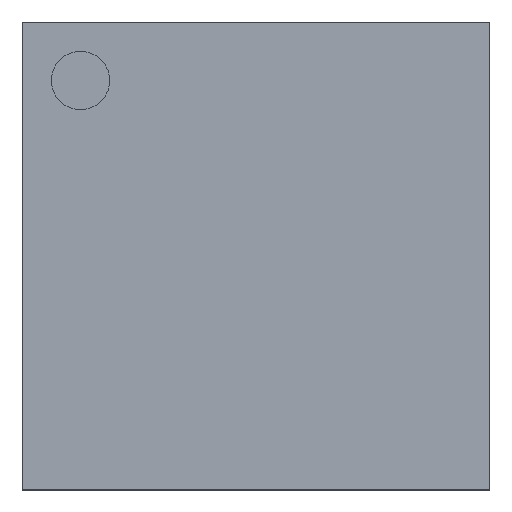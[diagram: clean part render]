
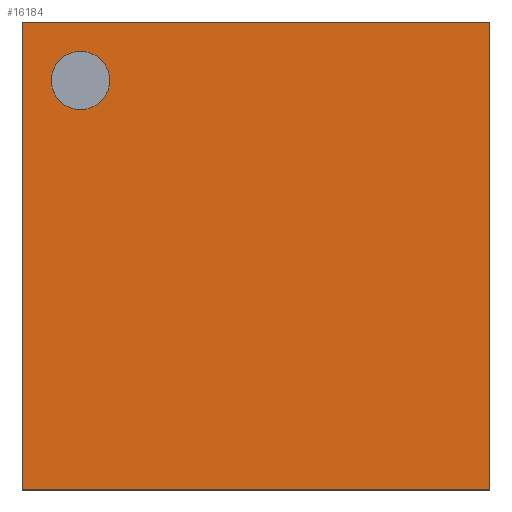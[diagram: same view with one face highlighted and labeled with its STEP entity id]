
A CAD part, top view. The second image highlights one B-rep face of the part: STEP entity #16184.
In plain terms, the highlighted planar face has unit normal (0, 0, 1).
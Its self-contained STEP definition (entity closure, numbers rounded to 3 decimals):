
#15995 = VERTEX_POINT('',#15996);
#15996 = CARTESIAN_POINT('',(-7.5,-7.5,1.4));
#16003 = PLANE('',#16004);
#16004 = AXIS2_PLACEMENT_3D('',#16005,#16006,#16007);
#16005 = CARTESIAN_POINT('',(-7.5,-7.5,0.25));
#16006 = DIRECTION('',(1.,0.,0.));
#16007 = DIRECTION('',(0.,0.,1.));
#16015 = PLANE('',#16016);
#16016 = AXIS2_PLACEMENT_3D('',#16017,#16018,#16019);
#16017 = CARTESIAN_POINT('',(-7.5,-7.5,0.25));
#16018 = DIRECTION('',(0.,1.,0.));
#16019 = DIRECTION('',(0.,0.,1.));
#16056 = VERTEX_POINT('',#16057);
#16057 = CARTESIAN_POINT('',(-7.5,7.5,1.4));
#16071 = PLANE('',#16072);
#16072 = AXIS2_PLACEMENT_3D('',#16073,#16074,#16075);
#16073 = CARTESIAN_POINT('',(-7.5,7.5,0.25));
#16074 = DIRECTION('',(0.,1.,0.));
#16075 = DIRECTION('',(0.,0.,1.));
#16083 = EDGE_CURVE('',#15995,#16056,#16084,.T.);
#16084 = SURFACE_CURVE('',#16085,(#16089,#16096),.PCURVE_S1.);
#16085 = LINE('',#16086,#16087);
#16086 = CARTESIAN_POINT('',(-7.5,-7.5,1.4));
#16087 = VECTOR('',#16088,1.);
#16088 = DIRECTION('',(0.,1.,0.));
#16089 = PCURVE('',#16003,#16090);
#16090 = DEFINITIONAL_REPRESENTATION('',(#16091),#16095);
#16091 = LINE('',#16092,#16093);
#16092 = CARTESIAN_POINT('',(1.15,0.));
#16093 = VECTOR('',#16094,1.);
#16094 = DIRECTION('',(0.,-1.));
#16095 = ( GEOMETRIC_REPRESENTATION_CONTEXT(2) 
PARAMETRIC_REPRESENTATION_CONTEXT() REPRESENTATION_CONTEXT('2D SPACE',''
  ) );
#16096 = PCURVE('',#16097,#16102);
#16097 = PLANE('',#16098);
#16098 = AXIS2_PLACEMENT_3D('',#16099,#16100,#16101);
#16099 = CARTESIAN_POINT('',(-7.5,-7.5,1.4));
#16100 = DIRECTION('',(0.,0.,1.));
#16101 = DIRECTION('',(1.,0.,0.));
#16102 = DEFINITIONAL_REPRESENTATION('',(#16103),#16107);
#16103 = LINE('',#16104,#16105);
#16104 = CARTESIAN_POINT('',(0.,0.));
#16105 = VECTOR('',#16106,1.);
#16106 = DIRECTION('',(0.,1.));
#16107 = ( GEOMETRIC_REPRESENTATION_CONTEXT(2) 
PARAMETRIC_REPRESENTATION_CONTEXT() REPRESENTATION_CONTEXT('2D SPACE',''
  ) );
#16136 = EDGE_CURVE('',#15995,#16137,#16139,.T.);
#16137 = VERTEX_POINT('',#16138);
#16138 = CARTESIAN_POINT('',(7.5,-7.5,1.4));
#16139 = SURFACE_CURVE('',#16140,(#16144,#16151),.PCURVE_S1.);
#16140 = LINE('',#16141,#16142);
#16141 = CARTESIAN_POINT('',(-7.5,-7.5,1.4));
#16142 = VECTOR('',#16143,1.);
#16143 = DIRECTION('',(1.,0.,0.));
#16144 = PCURVE('',#16015,#16145);
#16145 = DEFINITIONAL_REPRESENTATION('',(#16146),#16150);
#16146 = LINE('',#16147,#16148);
#16147 = CARTESIAN_POINT('',(1.15,0.));
#16148 = VECTOR('',#16149,1.);
#16149 = DIRECTION('',(0.,1.));
#16150 = ( GEOMETRIC_REPRESENTATION_CONTEXT(2) 
PARAMETRIC_REPRESENTATION_CONTEXT() REPRESENTATION_CONTEXT('2D SPACE',''
  ) );
#16151 = PCURVE('',#16097,#16152);
#16152 = DEFINITIONAL_REPRESENTATION('',(#16153),#16157);
#16153 = LINE('',#16154,#16155);
#16154 = CARTESIAN_POINT('',(0.,0.));
#16155 = VECTOR('',#16156,1.);
#16156 = DIRECTION('',(1.,0.));
#16157 = ( GEOMETRIC_REPRESENTATION_CONTEXT(2) 
PARAMETRIC_REPRESENTATION_CONTEXT() REPRESENTATION_CONTEXT('2D SPACE',''
  ) );
#16173 = PLANE('',#16174);
#16174 = AXIS2_PLACEMENT_3D('',#16175,#16176,#16177);
#16175 = CARTESIAN_POINT('',(7.5,-7.5,0.25));
#16176 = DIRECTION('',(1.,0.,0.));
#16177 = DIRECTION('',(0.,0.,1.));
#16184 = ADVANCED_FACE('',(#16185,#16233),#16097,.T.);
#16185 = FACE_BOUND('',#16186,.T.);
#16186 = EDGE_LOOP('',(#16187,#16188,#16189,#16212));
#16187 = ORIENTED_EDGE('',*,*,#16083,.F.);
#16188 = ORIENTED_EDGE('',*,*,#16136,.T.);
#16189 = ORIENTED_EDGE('',*,*,#16190,.T.);
#16190 = EDGE_CURVE('',#16137,#16191,#16193,.T.);
#16191 = VERTEX_POINT('',#16192);
#16192 = CARTESIAN_POINT('',(7.5,7.5,1.4));
#16193 = SURFACE_CURVE('',#16194,(#16198,#16205),.PCURVE_S1.);
#16194 = LINE('',#16195,#16196);
#16195 = CARTESIAN_POINT('',(7.5,-7.5,1.4));
#16196 = VECTOR('',#16197,1.);
#16197 = DIRECTION('',(0.,1.,0.));
#16198 = PCURVE('',#16097,#16199);
#16199 = DEFINITIONAL_REPRESENTATION('',(#16200),#16204);
#16200 = LINE('',#16201,#16202);
#16201 = CARTESIAN_POINT('',(15.,0.));
#16202 = VECTOR('',#16203,1.);
#16203 = DIRECTION('',(0.,1.));
#16204 = ( GEOMETRIC_REPRESENTATION_CONTEXT(2) 
PARAMETRIC_REPRESENTATION_CONTEXT() REPRESENTATION_CONTEXT('2D SPACE',''
  ) );
#16205 = PCURVE('',#16173,#16206);
#16206 = DEFINITIONAL_REPRESENTATION('',(#16207),#16211);
#16207 = LINE('',#16208,#16209);
#16208 = CARTESIAN_POINT('',(1.15,0.));
#16209 = VECTOR('',#16210,1.);
#16210 = DIRECTION('',(0.,-1.));
#16211 = ( GEOMETRIC_REPRESENTATION_CONTEXT(2) 
PARAMETRIC_REPRESENTATION_CONTEXT() REPRESENTATION_CONTEXT('2D SPACE',''
  ) );
#16212 = ORIENTED_EDGE('',*,*,#16213,.F.);
#16213 = EDGE_CURVE('',#16056,#16191,#16214,.T.);
#16214 = SURFACE_CURVE('',#16215,(#16219,#16226),.PCURVE_S1.);
#16215 = LINE('',#16216,#16217);
#16216 = CARTESIAN_POINT('',(-7.5,7.5,1.4));
#16217 = VECTOR('',#16218,1.);
#16218 = DIRECTION('',(1.,0.,0.));
#16219 = PCURVE('',#16097,#16220);
#16220 = DEFINITIONAL_REPRESENTATION('',(#16221),#16225);
#16221 = LINE('',#16222,#16223);
#16222 = CARTESIAN_POINT('',(0.,15.));
#16223 = VECTOR('',#16224,1.);
#16224 = DIRECTION('',(1.,0.));
#16225 = ( GEOMETRIC_REPRESENTATION_CONTEXT(2) 
PARAMETRIC_REPRESENTATION_CONTEXT() REPRESENTATION_CONTEXT('2D SPACE',''
  ) );
#16226 = PCURVE('',#16071,#16227);
#16227 = DEFINITIONAL_REPRESENTATION('',(#16228),#16232);
#16228 = LINE('',#16229,#16230);
#16229 = CARTESIAN_POINT('',(1.15,0.));
#16230 = VECTOR('',#16231,1.);
#16231 = DIRECTION('',(0.,1.));
#16232 = ( GEOMETRIC_REPRESENTATION_CONTEXT(2) 
PARAMETRIC_REPRESENTATION_CONTEXT() REPRESENTATION_CONTEXT('2D SPACE',''
  ) );
#16233 = FACE_BOUND('',#16234,.T.);
#16234 = EDGE_LOOP('',(#16235));
#16235 = ORIENTED_EDGE('',*,*,#16236,.F.);
#16236 = EDGE_CURVE('',#16237,#16237,#16239,.T.);
#16237 = VERTEX_POINT('',#16238);
#16238 = CARTESIAN_POINT('',(-4.688,5.625,1.4));
#16239 = SURFACE_CURVE('',#16240,(#16245,#16252),.PCURVE_S1.);
#16240 = CIRCLE('',#16241,0.938);
#16241 = AXIS2_PLACEMENT_3D('',#16242,#16243,#16244);
#16242 = CARTESIAN_POINT('',(-5.625,5.625,1.4));
#16243 = DIRECTION('',(0.,0.,1.));
#16244 = DIRECTION('',(1.,0.,0.));
#16245 = PCURVE('',#16097,#16246);
#16246 = DEFINITIONAL_REPRESENTATION('',(#16247),#16251);
#16247 = CIRCLE('',#16248,0.938);
#16248 = AXIS2_PLACEMENT_2D('',#16249,#16250);
#16249 = CARTESIAN_POINT('',(1.875,13.125));
#16250 = DIRECTION('',(1.,0.));
#16251 = ( GEOMETRIC_REPRESENTATION_CONTEXT(2) 
PARAMETRIC_REPRESENTATION_CONTEXT() REPRESENTATION_CONTEXT('2D SPACE',''
  ) );
#16252 = PCURVE('',#16253,#16258);
#16253 = CYLINDRICAL_SURFACE('',#16254,0.938);
#16254 = AXIS2_PLACEMENT_3D('',#16255,#16256,#16257);
#16255 = CARTESIAN_POINT('',(-5.625,5.625,1.26));
#16256 = DIRECTION('',(0.,0.,1.));
#16257 = DIRECTION('',(1.,0.,0.));
#16258 = DEFINITIONAL_REPRESENTATION('',(#16259),#16263);
#16259 = LINE('',#16260,#16261);
#16260 = CARTESIAN_POINT('',(0.,0.14));
#16261 = VECTOR('',#16262,1.);
#16262 = DIRECTION('',(1.,0.));
#16263 = ( GEOMETRIC_REPRESENTATION_CONTEXT(2) 
PARAMETRIC_REPRESENTATION_CONTEXT() REPRESENTATION_CONTEXT('2D SPACE',''
  ) );
